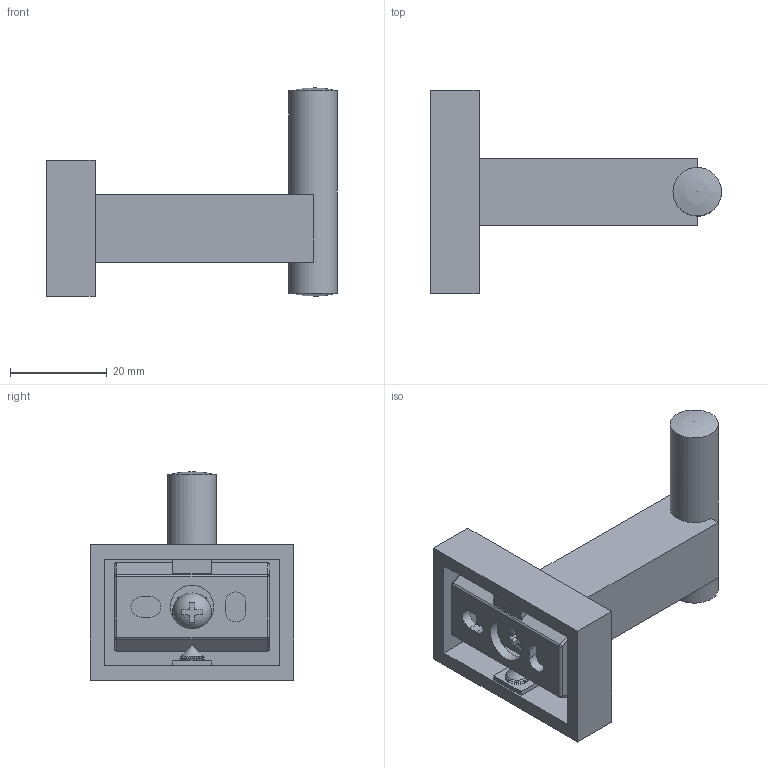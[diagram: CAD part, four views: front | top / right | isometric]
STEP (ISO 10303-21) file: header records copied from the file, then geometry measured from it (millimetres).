
FILE_DESCRIPTION(/* description */ ('Unknown'),/* implementation_level */ '2;1');
FILE_NAME(/* name */ '40511000',/* time_stamp */ '2022-09-08T09:43:17+02:00',/* author */ ('Unknown'),/* organization */ ('GROHE AG'),/* preprocessor_version */ 'ST-DEVELOPER v16.7',/* originating_system */ 'DEX',/* authorisation */ $);
FILE_SCHEMA (('AUTOMOTIVE_DESIGN {1 0 10303 214 3 1 1}'));
Length unit declared in the file: millimetre
Products named in the file (8): 40511000; 5700-01; 5700-02; 5700-04; 5700-05; 5700-08; 5724-01; 5754-01
Assembly tree (7 placements, depth 2):
  40511000
    5700-01
    5700-02
    5700-04
    5700-05
    5700-08
    5724-01
    5754-01
Bounding box: 60 x 42 x 43 mm (x, y, z)
Surface area: 10015.2 mm2 (no closed solid volume)
Topology: 0 solids, 13 shells, 98 faces, 307 edges, 219 vertices
Faces by surface type: plane 58, cylinder 26, sphere 7, bspline 5, cone 2
Full cylindrical faces by diameter (mm): 9 x1, 10 x1
Entity records: 4535 total; most frequent: CARTESIAN_POINT 1815, ORIENTED_EDGE 494, DIRECTION 467, EDGE_CURVE 289, VERTEX_POINT 210, LINE 167, VECTOR 167, AXIS2_PLACEMENT_3D 150
